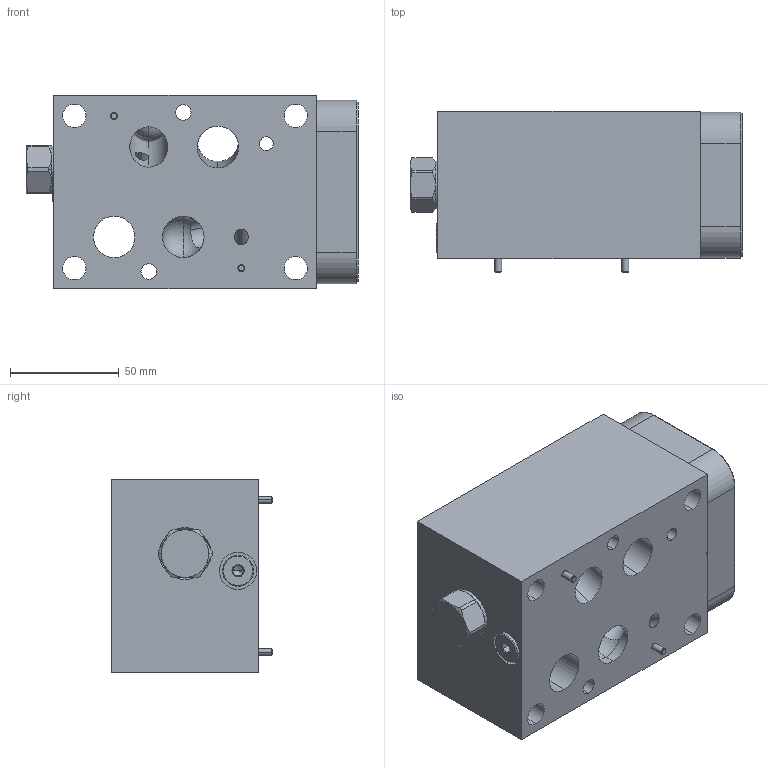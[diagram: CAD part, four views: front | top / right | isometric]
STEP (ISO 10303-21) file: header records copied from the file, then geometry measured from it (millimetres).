
FILE_DESCRIPTION((''),'2;1');
FILE_NAME('CKC_ASM','2019-12-23T',('ProEService'),(''),'PRO/ENGINEER BY PARAMETRIC TECHNOLOGY CORPORATION, 2014200','PRO/ENGINEER BY PARAMETRIC TECHNOLOGY CORPORATION, 2014200','');
FILE_SCHEMA(('CONFIG_CONTROL_DESIGN'));
Length unit declared in the file: inch
Products named in the file (8): 151-148; A330-006-004; CSABAXN; 811-001-006; 500-001-111; 500-001-118; 700-006; CKC_ASM
Assembly tree (8 placements, depth 2):
  CKC_ASM
    151-148
    A330-006-004
    CSABAXN
    811-001-006  x2
    500-001-111
    500-001-118
    700-006
Bounding box: 152.37 x 74.02 x 88.9 mm (x, y, z)
Volume: 636962.5 mm3; surface area: 108420.2 mm2
Topology: 8 solids, 9 shells, 386 faces, 1172 edges, 957 vertices
Faces by surface type: cylinder 154, plane 92, cone 85, torus 30, sphere 13, revolution 12
Entity records: 15099 total; most frequent: CARTESIAN_POINT 5005, DIRECTION 2203, ORIENTED_EDGE 1714, EDGE_CURVE 857, AXIS2_PLACEMENT_3D 811, VECTOR 569, LINE 569, VERTEX_POINT 534
